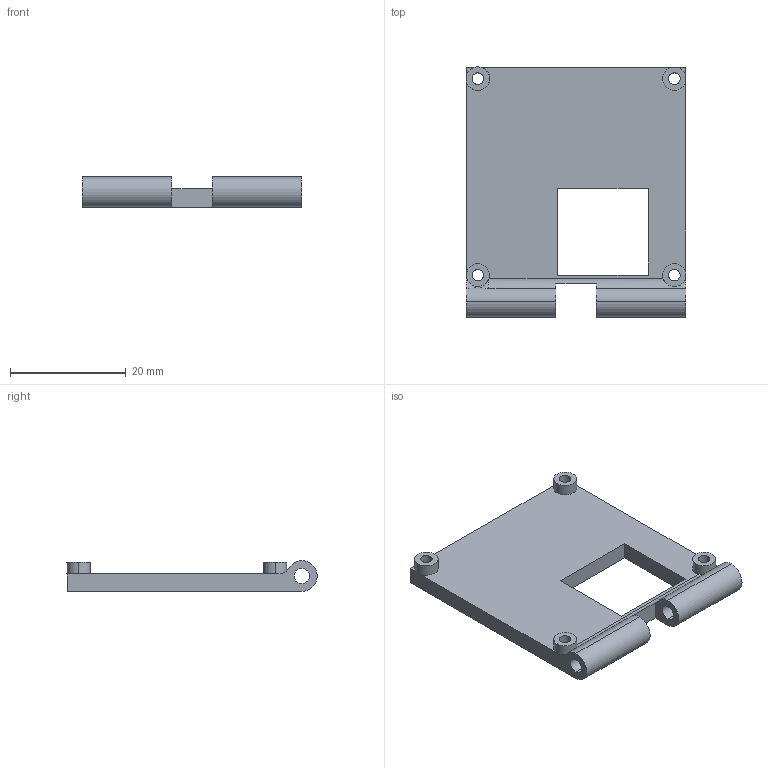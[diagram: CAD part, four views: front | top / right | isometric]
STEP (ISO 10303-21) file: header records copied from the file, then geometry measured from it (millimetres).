
FILE_DESCRIPTION (( 'STEP AP214' ), '1' );
FILE_NAME ('camera_mount_adjustable_camera_side.STEP', '2024-11-19T05:43:03', ( '' ), ( '' ), 'SwSTEP 2.0', 'SolidWorks 2018', '' );
FILE_SCHEMA (( 'AUTOMOTIVE_DESIGN' ));
Length unit declared in the file: millimetre
Products named in the file (1): camera_mount_adjustable_camera_side
Bounding box: 38.04 x 43.32 x 5.3 mm (x, y, z)
Volume: 4210.9 mm3; surface area: 3943.2 mm2
Topology: 1 solids, 1 shells, 50 faces, 132 edges, 82 vertices
Faces by surface type: cylinder 26, plane 22, bspline 2
Entity records: 1776 total; most frequent: CARTESIAN_POINT 446, DIRECTION 288, ORIENTED_EDGE 260, EDGE_CURVE 130, AXIS2_PLACEMENT_3D 112, VERTEX_POINT 82, LINE 64, VECTOR 64
